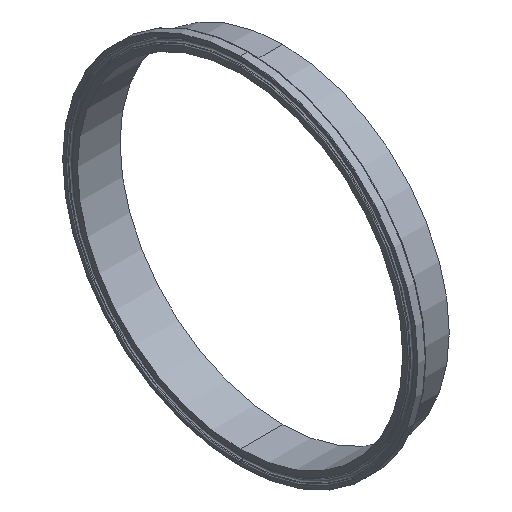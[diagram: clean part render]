
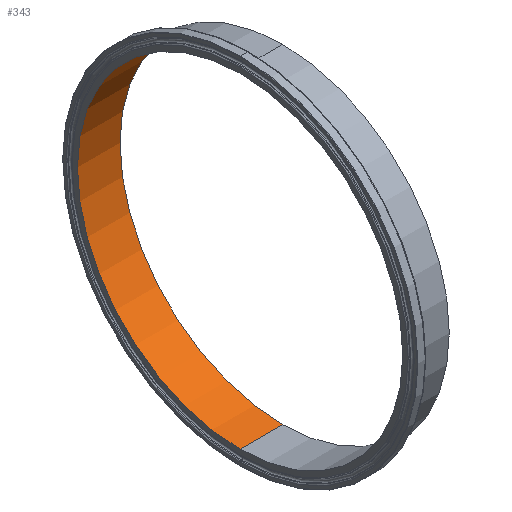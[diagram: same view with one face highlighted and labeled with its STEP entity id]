
A CAD part, isometric view. The second image highlights one B-rep face of the part: STEP entity #343.
In plain terms, the highlighted cylindrical face has radius 106.95 mm (diameter 213.9 mm), a partial arc.
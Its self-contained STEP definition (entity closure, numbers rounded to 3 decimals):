
#12 = VERTEX_POINT ( 'NONE', #331 ) ;
#13 = CARTESIAN_POINT ( 'NONE',  ( 0., 0., 106.95 ) ) ;
#17 = VECTOR ( 'NONE', #262, 1000. ) ;
#21 = ORIENTED_EDGE ( 'NONE', *, *, #170, .T. ) ;
#92 = CARTESIAN_POINT ( 'NONE',  ( 28., 0., -106.95 ) ) ;
#98 = DIRECTION ( 'NONE',  ( 0., 0., 1. ) ) ;
#109 = DIRECTION ( 'NONE',  ( 0., 0., 1. ) ) ;
#119 = VERTEX_POINT ( 'NONE', #357 ) ;
#160 = DIRECTION ( 'NONE',  ( -1., 0., 0. ) ) ;
#164 = DIRECTION ( 'NONE',  ( -1., 0., 0. ) ) ;
#170 = EDGE_CURVE ( 'NONE', #512, #12, #484, .T. ) ;
#174 = VECTOR ( 'NONE', #365, 1000. ) ;
#211 = CARTESIAN_POINT ( 'NONE',  ( 28., 0., 0. ) ) ;
#223 = ORIENTED_EDGE ( 'NONE', *, *, #384, .T. ) ;
#250 = ORIENTED_EDGE ( 'NONE', *, *, #664, .F. ) ;
#253 = VERTEX_POINT ( 'NONE', #92 ) ;
#262 = DIRECTION ( 'NONE',  ( -1., 0., 0. ) ) ;
#288 = ORIENTED_EDGE ( 'NONE', *, *, #654, .F. ) ;
#292 = CARTESIAN_POINT ( 'NONE',  ( 0., 0., 0. ) ) ;
#331 = CARTESIAN_POINT ( 'NONE',  ( 0., 0., 106.95 ) ) ;
#343 = ADVANCED_FACE ( 'NONE', ( #686 ), #734, .F. ) ;
#357 = CARTESIAN_POINT ( 'NONE',  ( 0., 0., -106.95 ) ) ;
#365 = DIRECTION ( 'NONE',  ( -1., 0., 0. ) ) ;
#380 = AXIS2_PLACEMENT_3D ( 'NONE', #292, #754, #109 ) ;
#384 = EDGE_CURVE ( 'NONE', #12, #119, #440, .T. ) ;
#392 = AXIS2_PLACEMENT_3D ( 'NONE', #675, #164, #397 ) ;
#394 = CARTESIAN_POINT ( 'NONE',  ( 0., 0., -106.95 ) ) ;
#397 = DIRECTION ( 'NONE',  ( 0., 0., 1. ) ) ;
#440 = CIRCLE ( 'NONE', #380, 106.95 ) ;
#459 = CARTESIAN_POINT ( 'NONE',  ( 28., 0., 106.95 ) ) ;
#484 = LINE ( 'NONE', #13, #174 ) ;
#511 = LINE ( 'NONE', #394, #17 ) ;
#512 = VERTEX_POINT ( 'NONE', #459 ) ;
#556 = EDGE_LOOP ( 'NONE', ( #250, #288, #21, #223 ) ) ;
#647 = CIRCLE ( 'NONE', #750, 106.95 ) ;
#654 = EDGE_CURVE ( 'NONE', #512, #253, #647, .T. ) ;
#664 = EDGE_CURVE ( 'NONE', #253, #119, #511, .T. ) ;
#675 = CARTESIAN_POINT ( 'NONE',  ( 0., 0., 0. ) ) ;
#686 = FACE_OUTER_BOUND ( 'NONE', #556, .T. ) ;
#734 = CYLINDRICAL_SURFACE ( 'NONE', #392, 106.95 ) ;
#750 = AXIS2_PLACEMENT_3D ( 'NONE', #211, #160, #98 ) ;
#754 = DIRECTION ( 'NONE',  ( -1., 0., 0. ) ) ;
